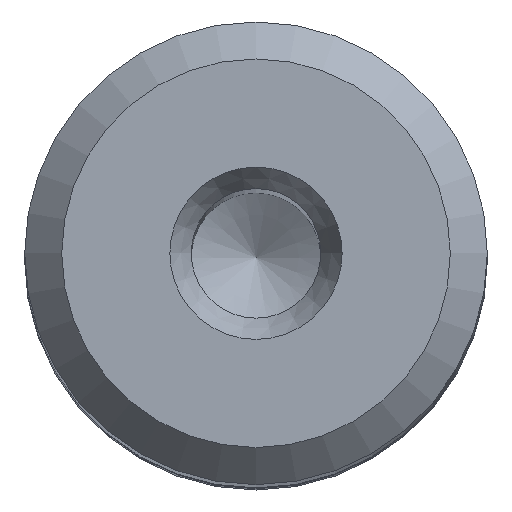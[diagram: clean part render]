
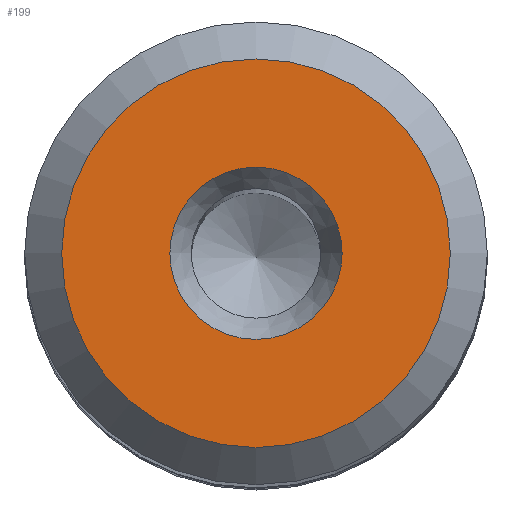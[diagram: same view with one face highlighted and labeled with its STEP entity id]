
A CAD part, top view. The second image highlights one B-rep face of the part: STEP entity #199.
In plain terms, the highlighted planar face has unit normal (0, 0, 1).
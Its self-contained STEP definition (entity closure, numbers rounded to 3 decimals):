
#199=ADVANCED_FACE('',(#263,#264),#261,.F.);
#261=PLANE('',#817);
#263=FACE_BOUND('',#387,.T.);
#264=FACE_BOUND('',#388,.T.);
#387=EDGE_LOOP('',(#509));
#388=EDGE_LOOP('',(#510));
#509=ORIENTED_EDGE('',*,*,#694,.T.);
#510=ORIENTED_EDGE('',*,*,#695,.F.);
#631=VERTEX_POINT('',#1100);
#632=VERTEX_POINT('',#1102);
#694=EDGE_CURVE('',#631,#631,#755,.T.);
#695=EDGE_CURVE('',#632,#632,#756,.T.);
#755=CIRCLE('',#815,10.5);
#756=CIRCLE('',#816,4.655);
#815=AXIS2_PLACEMENT_3D('',#1099,#897,#898);
#816=AXIS2_PLACEMENT_3D('',#1101,#899,#900);
#817=AXIS2_PLACEMENT_3D('',#1103,#901,#902);
#897=DIRECTION('',(0.,0.,1.));
#898=DIRECTION('',(-1.,0.,0.));
#899=DIRECTION('',(0.,0.,1.));
#900=DIRECTION('',(1.,0.,0.));
#901=DIRECTION('',(0.,0.,-1.));
#902=DIRECTION('',(-1.,0.,0.));
#1099=CARTESIAN_POINT('',(0.,0.,90.));
#1100=CARTESIAN_POINT('',(-10.5,0.,90.));
#1101=CARTESIAN_POINT('',(0.,0.,90.));
#1102=CARTESIAN_POINT('',(4.655,0.,90.));
#1103=CARTESIAN_POINT('',(12.5,0.,90.));
